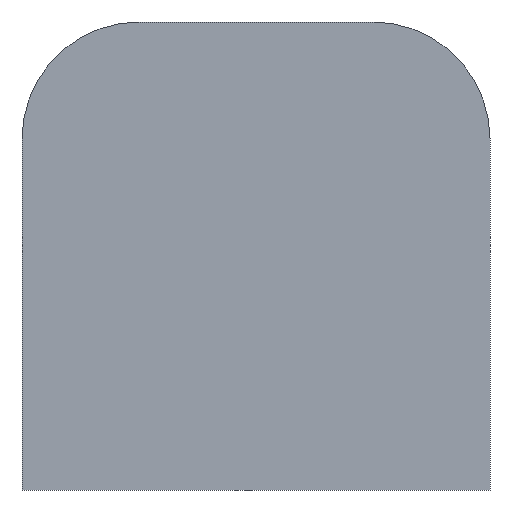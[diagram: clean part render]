
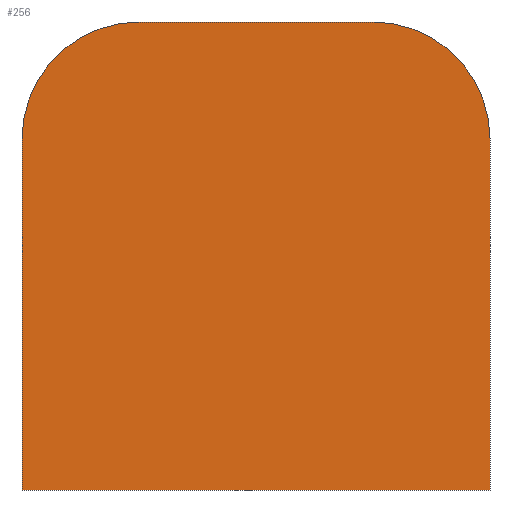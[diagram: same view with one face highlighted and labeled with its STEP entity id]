
A CAD part, front view. The second image highlights one B-rep face of the part: STEP entity #256.
In plain terms, the highlighted planar face has unit normal (0, -1, 0).
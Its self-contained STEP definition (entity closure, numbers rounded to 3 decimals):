
#1=CARTESIAN_POINT('',(50.,0.,50.));
#2=DIRECTION('',(0.,-1.,0.));
#3=DIRECTION('',(1.,0.,0.));
#4=AXIS2_PLACEMENT_3D('',#1,#2,#3);
#6=DIRECTION('',(0.,0.,-1.));
#7=VECTOR('',#6,150.);
#8=CARTESIAN_POINT('',(100.,0.,50.));
#9=LINE('',#8,#7);
#10=DIRECTION('',(-1.,0.,0.));
#11=VECTOR('',#10,200.);
#12=CARTESIAN_POINT('',(100.,0.,-100.));
#13=LINE('',#12,#11);
#14=DIRECTION('',(0.,0.,1.));
#15=VECTOR('',#14,150.);
#16=CARTESIAN_POINT('',(-100.,0.,-100.));
#17=LINE('',#16,#15);
#18=CARTESIAN_POINT('',(-50.,0.,50.));
#19=DIRECTION('',(0.,-1.,0.));
#20=DIRECTION('',(0.,0.,1.));
#21=AXIS2_PLACEMENT_3D('',#18,#19,#20);
#23=DIRECTION('',(1.,0.,0.));
#24=VECTOR('',#23,100.);
#25=CARTESIAN_POINT('',(-50.,0.,100.));
#26=LINE('',#25,#24);
#181=CARTESIAN_POINT('',(100.,0.,-100.));
#182=CARTESIAN_POINT('',(-100.,0.,-100.));
#183=VERTEX_POINT('',#181);
#184=VERTEX_POINT('',#182);
#189=CARTESIAN_POINT('',(100.,0.,50.));
#190=CARTESIAN_POINT('',(50.,0.,100.));
#191=VERTEX_POINT('',#189);
#192=VERTEX_POINT('',#190);
#197=CARTESIAN_POINT('',(-50.,0.,100.));
#198=CARTESIAN_POINT('',(-100.,0.,50.));
#199=VERTEX_POINT('',#197);
#200=VERTEX_POINT('',#198);
#237=CARTESIAN_POINT('',(0.,0.,0.));
#238=DIRECTION('',(0.,1.,0.));
#239=DIRECTION('',(1.,0.,0.));
#240=AXIS2_PLACEMENT_3D('',#237,#238,#239);
#241=PLANE('',#240);
#243=ORIENTED_EDGE('',*,*,#242,.F.);
#245=ORIENTED_EDGE('',*,*,#244,.T.);
#247=ORIENTED_EDGE('',*,*,#246,.T.);
#249=ORIENTED_EDGE('',*,*,#248,.T.);
#251=ORIENTED_EDGE('',*,*,#250,.F.);
#253=ORIENTED_EDGE('',*,*,#252,.T.);
#254=EDGE_LOOP('',(#243,#245,#247,#249,#251,#253));
#255=FACE_OUTER_BOUND('',#254,.F.);
#5=CIRCLE('',#4,50.);
#22=CIRCLE('',#21,50.);
#242=EDGE_CURVE('',#191,#192,#5,.T.);
#244=EDGE_CURVE('',#191,#183,#9,.T.);
#246=EDGE_CURVE('',#183,#184,#13,.T.);
#248=EDGE_CURVE('',#184,#200,#17,.T.);
#250=EDGE_CURVE('',#199,#200,#22,.T.);
#252=EDGE_CURVE('',#199,#192,#26,.T.);
#256=ADVANCED_FACE('',(#255),#241,.F.);
